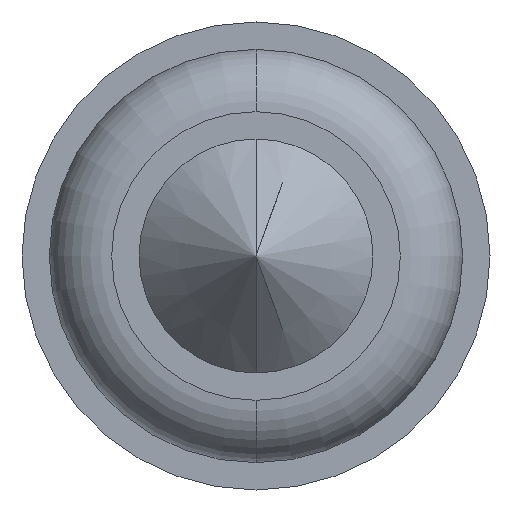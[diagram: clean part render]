
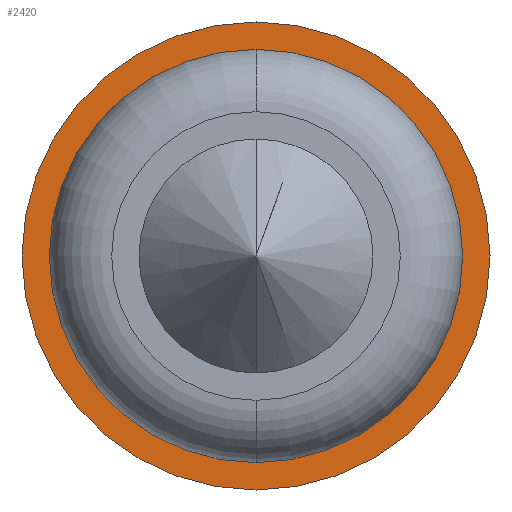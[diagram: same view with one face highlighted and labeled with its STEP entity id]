
A CAD part, front view. The second image highlights one B-rep face of the part: STEP entity #2420.
In plain terms, the highlighted planar face has unit normal (0, -1, 0).
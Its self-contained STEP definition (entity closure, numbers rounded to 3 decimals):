
#121 = CARTESIAN_POINT ( 'NONE',  ( 0., -2., 0. ) ) ;
#130 = DIRECTION ( 'NONE',  ( 0., 0., 1. ) ) ;
#225 = AXIS2_PLACEMENT_3D ( 'NONE', #2823, #2301, #594 ) ;
#271 = CIRCLE ( 'NONE', #3034, 1.5 ) ;
#413 = PLANE ( 'NONE',  #2535 ) ;
#500 = AXIS2_PLACEMENT_3D ( 'NONE', #970, #3228, #130 ) ;
#540 = ORIENTED_EDGE ( 'NONE', *, *, #1389, .F. ) ;
#594 = DIRECTION ( 'NONE',  ( 0., 0., 1. ) ) ;
#648 = DIRECTION ( 'NONE',  ( 0., 1., 0. ) ) ;
#656 = EDGE_LOOP ( 'NONE', ( #1664, #872 ) ) ;
#680 = CARTESIAN_POINT ( 'NONE',  ( 0., -2., -1.325 ) ) ;
#738 = VERTEX_POINT ( 'NONE', #2549 ) ;
#793 = VERTEX_POINT ( 'NONE', #2003 ) ;
#872 = ORIENTED_EDGE ( 'NONE', *, *, #1506, .T. ) ;
#938 = EDGE_CURVE ( 'Defeature ausgef�hrt1_4+Defeature ausgef�hrt1_3+Defeature ausgef�hrt1_3+Defeature ausgef�hrt1_3', #738, #793, #1169, .T. ) ;
#970 = CARTESIAN_POINT ( 'NONE',  ( 0., -2., 0. ) ) ;
#983 = FACE_BOUND ( 'NONE', #656, .T. ) ;
#985 = CARTESIAN_POINT ( 'NONE',  ( 0., -2., 1.325 ) ) ;
#1169 = CIRCLE ( 'NONE', #2118, 1.5 ) ;
#1183 = ORIENTED_EDGE ( 'NONE', *, *, #938, .F. ) ;
#1205 = DIRECTION ( 'NONE',  ( 0., 0., 1. ) ) ;
#1208 = DIRECTION ( 'NONE',  ( 0., 0., 1. ) ) ;
#1234 = CARTESIAN_POINT ( 'NONE',  ( -1.5, -2., 0. ) ) ;
#1245 = DIRECTION ( 'NONE',  ( 0., 1., 0. ) ) ;
#1246 = EDGE_CURVE ( 'Defeature ausgef�hrt1_3+Defeature ausgef�hrt1_2+Defeature ausgef�hrt1_2+Defeature ausgef�hrt1_2', #2431, #2826, #2832, .T. ) ;
#1389 = EDGE_CURVE ( 'Defeature ausgef�hrt1_4+Defeature ausgef�hrt1_3+Defeature ausgef�hrt1_3+Defeature ausgef�hrt1_3', #793, #738, #271, .T. ) ;
#1506 = EDGE_CURVE ( 'Defeature ausgef�hrt1_3+Defeature ausgef�hrt1_2+Defeature ausgef�hrt1_2+Defeature ausgef�hrt1_2', #2826, #2431, #2039, .T. ) ;
#1584 = EDGE_LOOP ( 'NONE', ( #1183, #540 ) ) ;
#1664 = ORIENTED_EDGE ( 'NONE', *, *, #1246, .T. ) ;
#1824 = DIRECTION ( 'NONE',  ( 0., 0., -1. ) ) ;
#2003 = CARTESIAN_POINT ( 'NONE',  ( 0., -2., -1.5 ) ) ;
#2039 = CIRCLE ( 'NONE', #500, 1.325 ) ;
#2118 = AXIS2_PLACEMENT_3D ( 'NONE', #121, #1245, #1208 ) ;
#2301 = DIRECTION ( 'NONE',  ( 0., 1., 0. ) ) ;
#2420 = ADVANCED_FACE ( 'Defeature ausgef�hrt1_3', ( #983, #3530 ), #413, .T. ) ;
#2425 = DIRECTION ( 'NONE',  ( 0., -1., 0. ) ) ;
#2431 = VERTEX_POINT ( 'NONE', #985 ) ;
#2535 = AXIS2_PLACEMENT_3D ( 'NONE', #1234, #2425, #1824 ) ;
#2549 = CARTESIAN_POINT ( 'NONE',  ( 0., -2., 1.5 ) ) ;
#2823 = CARTESIAN_POINT ( 'NONE',  ( 0., -2., 0. ) ) ;
#2826 = VERTEX_POINT ( 'NONE', #680 ) ;
#2832 = CIRCLE ( 'NONE', #225, 1.325 ) ;
#2894 = CARTESIAN_POINT ( 'NONE',  ( 0., -2., 0. ) ) ;
#3034 = AXIS2_PLACEMENT_3D ( 'NONE', #2894, #648, #1205 ) ;
#3228 = DIRECTION ( 'NONE',  ( 0., 1., 0. ) ) ;
#3530 = FACE_OUTER_BOUND ( 'NONE', #1584, .T. ) ;
